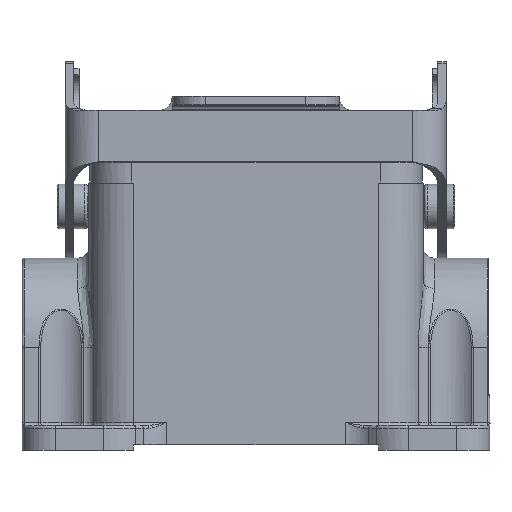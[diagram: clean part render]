
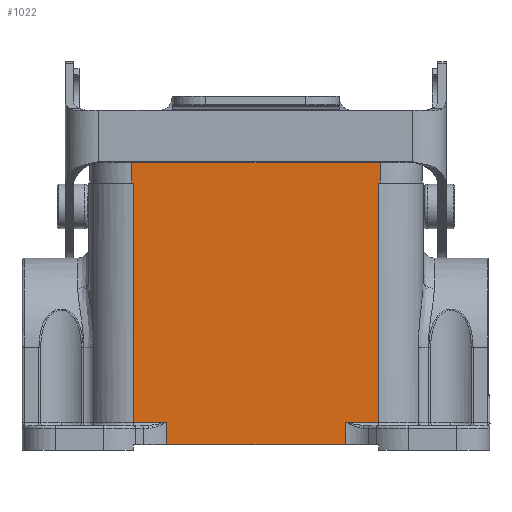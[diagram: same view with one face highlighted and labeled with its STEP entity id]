
A CAD part, front view. The second image highlights one B-rep face of the part: STEP entity #1022.
In plain terms, the highlighted planar face has unit normal (0, -1, 0).
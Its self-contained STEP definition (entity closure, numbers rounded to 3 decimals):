
#1022=ADVANCED_FACE('',(#1740),#1406,.F.);
#1406=PLANE('',#9578);
#1740=FACE_OUTER_BOUND('',#2294,.T.);
#2294=EDGE_LOOP('',(#4954,#4955,#4956,#4957,#4958,#4959,#4960,#4961,#4962,
#4963,#4964,#4965,#4966));
#2788=LINE('',#14926,#3390);
#2819=LINE('',#15198,#3421);
#2884=LINE('',#16470,#3486);
#2885=LINE('',#16500,#3487);
#2886=LINE('',#16506,#3488);
#2887=LINE('',#16509,#3489);
#2888=LINE('',#16511,#3490);
#2889=LINE('',#16513,#3491);
#2890=LINE('',#16515,#3492);
#2891=LINE('',#16517,#3493);
#2892=LINE('',#16519,#3494);
#2893=LINE('',#16521,#3495);
#2894=LINE('',#16522,#3496);
#3390=VECTOR('',#10752,1.);
#3421=VECTOR('',#10855,1.);
#3486=VECTOR('',#11214,1.);
#3487=VECTOR('',#11221,1.);
#3488=VECTOR('',#11228,1.);
#3489=VECTOR('',#11229,1.);
#3490=VECTOR('',#11230,1.);
#3491=VECTOR('',#11231,1.);
#3492=VECTOR('',#11232,1.);
#3493=VECTOR('',#11233,1.);
#3494=VECTOR('',#11234,1.);
#3495=VECTOR('',#11235,1.);
#3496=VECTOR('',#11236,1.);
#4954=ORIENTED_EDGE('',*,*,#7881,.F.);
#4955=ORIENTED_EDGE('',*,*,#7882,.F.);
#4956=ORIENTED_EDGE('',*,*,#7883,.T.);
#4957=ORIENTED_EDGE('',*,*,#7884,.T.);
#4958=ORIENTED_EDGE('',*,*,#7885,.T.);
#4959=ORIENTED_EDGE('',*,*,#7886,.F.);
#4960=ORIENTED_EDGE('',*,*,#7887,.T.);
#4961=ORIENTED_EDGE('',*,*,#7888,.T.);
#4962=ORIENTED_EDGE('',*,*,#7878,.F.);
#4963=ORIENTED_EDGE('',*,*,#7875,.F.);
#4964=ORIENTED_EDGE('',*,*,#7626,.F.);
#4965=ORIENTED_EDGE('',*,*,#7688,.F.);
#4966=ORIENTED_EDGE('',*,*,#7889,.F.);
#6698=VERTEX_POINT('',#14881);
#6700=VERTEX_POINT('',#14925);
#6749=VERTEX_POINT('',#15197);
#6854=VERTEX_POINT('',#16471);
#6855=VERTEX_POINT('',#16501);
#6857=VERTEX_POINT('',#16507);
#6858=VERTEX_POINT('',#16508);
#6859=VERTEX_POINT('',#16510);
#6860=VERTEX_POINT('',#16512);
#6861=VERTEX_POINT('',#16514);
#6862=VERTEX_POINT('',#16516);
#6863=VERTEX_POINT('',#16518);
#6864=VERTEX_POINT('',#16520);
#7626=EDGE_CURVE('',#6700,#6698,#2788,.T.);
#7688=EDGE_CURVE('',#6749,#6700,#2819,.T.);
#7875=EDGE_CURVE('',#6698,#6854,#2884,.T.);
#7878=EDGE_CURVE('',#6854,#6855,#2885,.T.);
#7881=EDGE_CURVE('',#6857,#6858,#2886,.T.);
#7882=EDGE_CURVE('',#6859,#6857,#2887,.T.);
#7883=EDGE_CURVE('',#6859,#6860,#2888,.T.);
#7884=EDGE_CURVE('',#6860,#6861,#2889,.T.);
#7885=EDGE_CURVE('',#6861,#6862,#2890,.T.);
#7886=EDGE_CURVE('',#6863,#6862,#2891,.T.);
#7887=EDGE_CURVE('',#6863,#6864,#2892,.T.);
#7888=EDGE_CURVE('',#6864,#6855,#2893,.T.);
#7889=EDGE_CURVE('',#6858,#6749,#2894,.T.);
#9578=AXIS2_PLACEMENT_3D('',#16523,#11237,#11238);
#10752=DIRECTION('',(0.,0.,1.));
#10855=DIRECTION('',(-1.,0.,0.));
#11214=DIRECTION('',(-1.,0.,0.));
#11221=DIRECTION('',(0.,0.,1.));
#11228=DIRECTION('',(-1.,0.,0.));
#11229=DIRECTION('',(0.,0.,-1.));
#11230=DIRECTION('',(1.,0.,0.));
#11231=DIRECTION('',(0.,0.,1.));
#11232=DIRECTION('',(-1.,0.,0.));
#11233=DIRECTION('',(1.,0.,0.));
#11234=DIRECTION('',(0.,0.,-1.));
#11235=DIRECTION('',(1.,0.,0.));
#11236=DIRECTION('',(0.,0.,-1.));
#11237=DIRECTION('',(0.,1.,0.));
#11238=DIRECTION('',(0.,0.,1.));
#14881=CARTESIAN_POINT('',(-16.015,-21.5,5.));
#14925=CARTESIAN_POINT('',(-16.015,-21.5,1.));
#14926=CARTESIAN_POINT('',(-16.015,-21.5,1.));
#15197=CARTESIAN_POINT('',(16.015,-21.5,1.));
#15198=CARTESIAN_POINT('',(16.015,-21.5,1.));
#16470=CARTESIAN_POINT('',(-16.015,-21.5,5.));
#16471=CARTESIAN_POINT('',(-22.,-21.5,5.));
#16500=CARTESIAN_POINT('',(-22.,-21.5,5.));
#16501=CARTESIAN_POINT('',(-22.,-21.5,48.));
#16506=CARTESIAN_POINT('',(22.,-21.5,5.));
#16507=CARTESIAN_POINT('',(22.,-21.5,5.));
#16508=CARTESIAN_POINT('',(16.015,-21.5,5.));
#16509=CARTESIAN_POINT('',(22.,-21.5,48.));
#16510=CARTESIAN_POINT('',(22.,-21.5,48.));
#16511=CARTESIAN_POINT('',(-22.3,-21.5,48.));
#16512=CARTESIAN_POINT('',(22.3,-21.5,48.));
#16513=CARTESIAN_POINT('',(22.3,-21.5,48.));
#16514=CARTESIAN_POINT('',(22.3,-21.5,51.6));
#16515=CARTESIAN_POINT('',(22.3,-21.5,51.6));
#16516=CARTESIAN_POINT('',(0.,-21.5,51.6));
#16517=CARTESIAN_POINT('',(-22.3,-21.5,51.6));
#16518=CARTESIAN_POINT('',(-22.3,-21.5,51.6));
#16519=CARTESIAN_POINT('',(-22.3,-21.5,51.6));
#16520=CARTESIAN_POINT('',(-22.3,-21.5,48.));
#16521=CARTESIAN_POINT('',(-22.3,-21.5,48.));
#16522=CARTESIAN_POINT('',(16.015,-21.5,5.));
#16523=CARTESIAN_POINT('',(-23.1,-21.5,-0.1));
